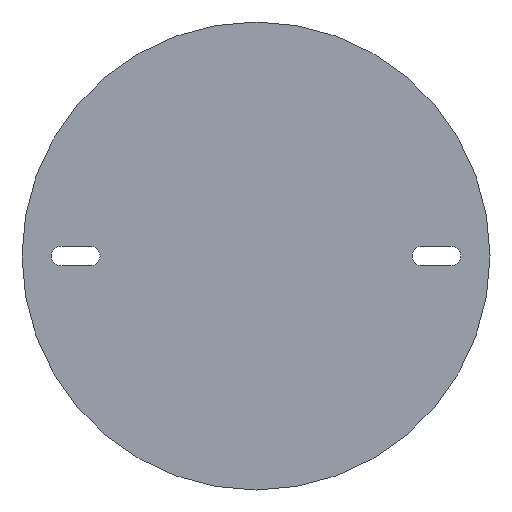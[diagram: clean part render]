
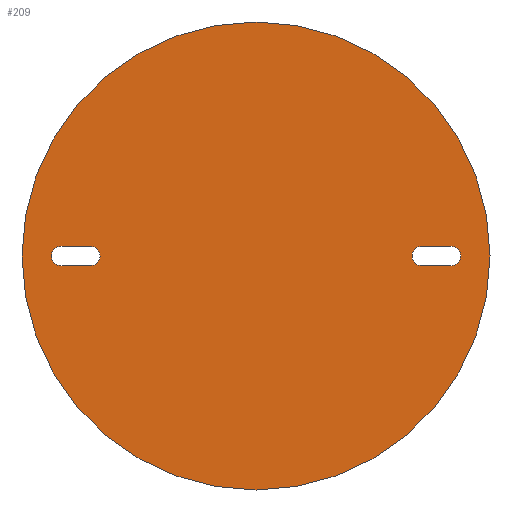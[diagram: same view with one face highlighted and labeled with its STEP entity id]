
A CAD part, front view. The second image highlights one B-rep face of the part: STEP entity #209.
In plain terms, the highlighted planar face has unit normal (0, -1, 0).
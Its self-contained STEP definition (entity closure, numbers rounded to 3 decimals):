
#17=FACE_BOUND('',#58,.T.);
#18=FACE_BOUND('',#59,.T.);
#19=CIRCLE('',#226,0.5);
#21=CIRCLE('',#230,0.5);
#23=CIRCLE('',#234,0.5);
#25=CIRCLE('',#238,0.5);
#28=CIRCLE('',#242,12.);
#44=FACE_OUTER_BOUND('',#57,.T.);
#57=EDGE_LOOP('',(#184));
#58=EDGE_LOOP('',(#185,#186,#187,#188));
#59=EDGE_LOOP('',(#189,#190,#191,#192));
#60=LINE('',#310,#77);
#65=LINE('',#324,#82);
#68=LINE('',#334,#85);
#73=LINE('',#348,#90);
#77=VECTOR('',#249,10.);
#82=VECTOR('',#262,10.);
#85=VECTOR('',#273,10.);
#90=VECTOR('',#286,10.);
#94=VERTEX_POINT('',#308);
#95=VERTEX_POINT('',#309);
#98=VERTEX_POINT('',#317);
#100=VERTEX_POINT('',#323);
#102=VERTEX_POINT('',#332);
#103=VERTEX_POINT('',#333);
#106=VERTEX_POINT('',#341);
#108=VERTEX_POINT('',#347);
#111=VERTEX_POINT('',#358);
#112=EDGE_CURVE('',#94,#95,#60,.T.);
#116=EDGE_CURVE('',#95,#98,#19,.T.);
#119=EDGE_CURVE('',#98,#100,#65,.T.);
#122=EDGE_CURVE('',#100,#94,#21,.T.);
#124=EDGE_CURVE('',#102,#103,#68,.T.);
#128=EDGE_CURVE('',#103,#106,#23,.T.);
#131=EDGE_CURVE('',#106,#108,#73,.T.);
#134=EDGE_CURVE('',#108,#102,#25,.T.);
#138=EDGE_CURVE('',#111,#111,#28,.T.);
#184=ORIENTED_EDGE('',*,*,#138,.F.);
#185=ORIENTED_EDGE('',*,*,#119,.T.);
#186=ORIENTED_EDGE('',*,*,#122,.T.);
#187=ORIENTED_EDGE('',*,*,#112,.T.);
#188=ORIENTED_EDGE('',*,*,#116,.T.);
#189=ORIENTED_EDGE('',*,*,#131,.T.);
#190=ORIENTED_EDGE('',*,*,#134,.T.);
#191=ORIENTED_EDGE('',*,*,#124,.T.);
#192=ORIENTED_EDGE('',*,*,#128,.T.);
#198=PLANE('',#244);
#209=ADVANCED_FACE('',(#44,#17,#18),#198,.F.);
#226=AXIS2_PLACEMENT_3D('',#318,#255,#256);
#230=AXIS2_PLACEMENT_3D('',#329,#267,#268);
#234=AXIS2_PLACEMENT_3D('',#342,#279,#280);
#238=AXIS2_PLACEMENT_3D('',#353,#291,#292);
#242=AXIS2_PLACEMENT_3D('',#360,#300,#301);
#244=AXIS2_PLACEMENT_3D('',#362,#304,#305);
#249=DIRECTION('',(1.,0.,0.));
#255=DIRECTION('center_axis',(0.,1.,0.));
#256=DIRECTION('ref_axis',(0.,0.,1.));
#262=DIRECTION('',(-1.,0.,0.));
#267=DIRECTION('center_axis',(0.,1.,0.));
#268=DIRECTION('ref_axis',(0.,0.,-1.));
#273=DIRECTION('',(-1.,0.,0.));
#279=DIRECTION('center_axis',(0.,1.,0.));
#280=DIRECTION('ref_axis',(0.,0.,-1.));
#286=DIRECTION('',(1.,0.,0.));
#291=DIRECTION('center_axis',(0.,1.,0.));
#292=DIRECTION('ref_axis',(0.,0.,1.));
#300=DIRECTION('center_axis',(0.,1.,0.));
#301=DIRECTION('ref_axis',(1.,0.,0.));
#304=DIRECTION('center_axis',(0.,1.,0.));
#305=DIRECTION('ref_axis',(1.,0.,0.));
#308=CARTESIAN_POINT('',(-10.,0.,0.5));
#309=CARTESIAN_POINT('',(-8.5,0.,0.5));
#310=CARTESIAN_POINT('',(-4.25,0.,0.5));
#317=CARTESIAN_POINT('',(-8.5,0.,-0.5));
#318=CARTESIAN_POINT('Origin',(-8.5,0.,0.));
#323=CARTESIAN_POINT('',(-10.,0.,-0.5));
#324=CARTESIAN_POINT('',(-5.,0.,-0.5));
#329=CARTESIAN_POINT('Origin',(-10.,0.,0.));
#332=CARTESIAN_POINT('',(10.,0.,-0.5));
#333=CARTESIAN_POINT('',(8.5,0.,-0.5));
#334=CARTESIAN_POINT('',(4.25,0.,-0.5));
#341=CARTESIAN_POINT('',(8.5,0.,0.5));
#342=CARTESIAN_POINT('Origin',(8.5,0.,0.));
#347=CARTESIAN_POINT('',(10.,0.,0.5));
#348=CARTESIAN_POINT('',(5.,0.,0.5));
#353=CARTESIAN_POINT('Origin',(10.,0.,0.));
#358=CARTESIAN_POINT('',(-12.,0.,0.));
#360=CARTESIAN_POINT('Origin',(0.,0.,0.));
#362=CARTESIAN_POINT('Origin',(0.,0.,0.));
